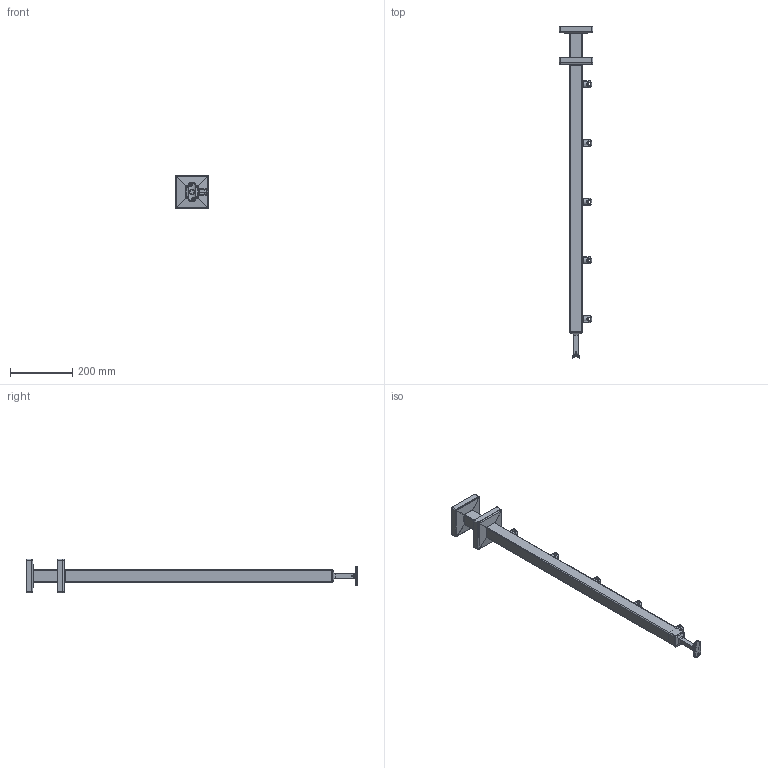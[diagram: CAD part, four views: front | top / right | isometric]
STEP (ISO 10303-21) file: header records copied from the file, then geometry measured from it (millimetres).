
FILE_DESCRIPTION (( 'STEP AP203' ), '1' );
FILE_NAME ('AJP-VS100-5JP10.STEP', '2020-10-19T08:01:41', ( '' ), ( '' ), 'SwSTEP 2.0', 'SolidWorks 2019', '' );
FILE_SCHEMA (( 'CONFIG_CONTROL_DESIGN' ));
Length unit declared in the file: millimetre
Products named in the file (34): A_4810-000.P2.STEP; A-0830-000_Vìchoz¡; A-0830-000 P1_0_Vìchoz¡; A-4940-040-ECO_Vìchoz¡; A_4810-000.STEP_skupina; M6x10; A-4718-042_Vìchoz¡; A_4810-000.P1.STEP; A-0830-000 P2_0_Vìchoz¡; A_4718_000_UP P1; A_4810-000_skupina; screw_iso_4029-m5x6-45h 000_0_Vìchoz¡; A-4718-000_skupina; AJP-VR100-5D12-TUBE_Vìchoz¡; SCREW_DIN914_M5x5_A2.STEP; A-4511-040_Vìchoz¡; M6x10_0_Vìchoz¡; A_4718_000_UP P2; AJP-VS100-5JP10; SCREW_DIN913_M5x5_A2.STEP; A-1800-242_Vìchoz¡; A_4718_042_0_Vìchoz¡
Assembly tree (68 placements, depth 4):
  AJP-VS100-5JP10
    A-0830-000_Vìchoz¡
      screw_iso_4029-m5x6-45h 000_0_Vìchoz¡  x2
      A-0830-000 P2_0_Vìchoz¡
      A-0830-000 P1_0_Vìchoz¡
    A-0830-000_Vìchoz¡
      screw_iso_4029-m5x6-45h 000_0_Vìchoz¡  x2
      A-0830-000 P2_0_Vìchoz¡
      A-0830-000 P1_0_Vìchoz¡
    A-0830-000_Vìchoz¡
      screw_iso_4029-m5x6-45h 000_0_Vìchoz¡  x2
      A-0830-000 P2_0_Vìchoz¡
      A-0830-000 P1_0_Vìchoz¡
    A-0830-000_Vìchoz¡
      screw_iso_4029-m5x6-45h 000_0_Vìchoz¡  x2
      A-0830-000 P2_0_Vìchoz¡
      A-0830-000 P1_0_Vìchoz¡
    A-0830-000_Vìchoz¡
      screw_iso_4029-m5x6-45h 000_0_Vìchoz¡  x2
      A-0830-000 P2_0_Vìchoz¡
      A-0830-000 P1_0_Vìchoz¡
    A-4718-042_Vìchoz¡
      A-1800-242_Vìchoz¡
      A_4718_042_0_Vìchoz¡
      M6x10_0_Vìchoz¡
    AJP-VR100-5D12-TUBE_Vìchoz¡
    A-4940-040-ECO_Vìchoz¡  x2
    A-4511-040_Vìchoz¡  x2
    A-4718-000_skupina
      M6x10
      A_4718_000_UP P2
      A_4718_000_UP P1
    A_4810-000_skupina
      A_4810-000.STEP_skupina
        A_4810-000.P1.STEP
        A_4810-000.P2.STEP
        SCREW_DIN914_M5x5_A2.STEP
        SCREW_DIN913_M5x5_A2.STEP
    A_4810-000_skupina
      A_4810-000.STEP_skupina
        A_4810-000.P1.STEP
        A_4810-000.P2.STEP
        SCREW_DIN914_M5x5_A2.STEP
        SCREW_DIN913_M5x5_A2.STEP
    A_4810-000_skupina
      A_4810-000.STEP_skupina
        A_4810-000.P1.STEP
        A_4810-000.P2.STEP
        SCREW_DIN914_M5x5_A2.STEP
        SCREW_DIN913_M5x5_A2.STEP
    A_4810-000_skupina
      A_4810-000.STEP_skupina
        A_4810-000.P1.STEP
        A_4810-000.P2.STEP
        SCREW_DIN914_M5x5_A2.STEP
        SCREW_DIN913_M5x5_A2.STEP
    A_4810-000_skupina
      A_4810-000.STEP_skupina
        A_4810-000.P1.STEP
        A_4810-000.P2.STEP
Bounding box: 108 x 1063.58 x 108 mm (x, y, z)
Volume: 543409.2 mm3; surface area: 502028.9 mm2
Topology: 51 solids, 51 shells, 1620 faces, 3992 edges, 2346 vertices
Faces by surface type: cylinder 641, plane 623, cone 213, sphere 114, torus 23, bspline 6
Entity records: 28381 total; most frequent: CARTESIAN_POINT 6014, DIRECTION 3913, ORIENTED_EDGE 3636, EDGE_CURVE 1818, AXIS2_PLACEMENT_3D 1455, VERTEX_POINT 1120, VECTOR 1003, LINE 1003
